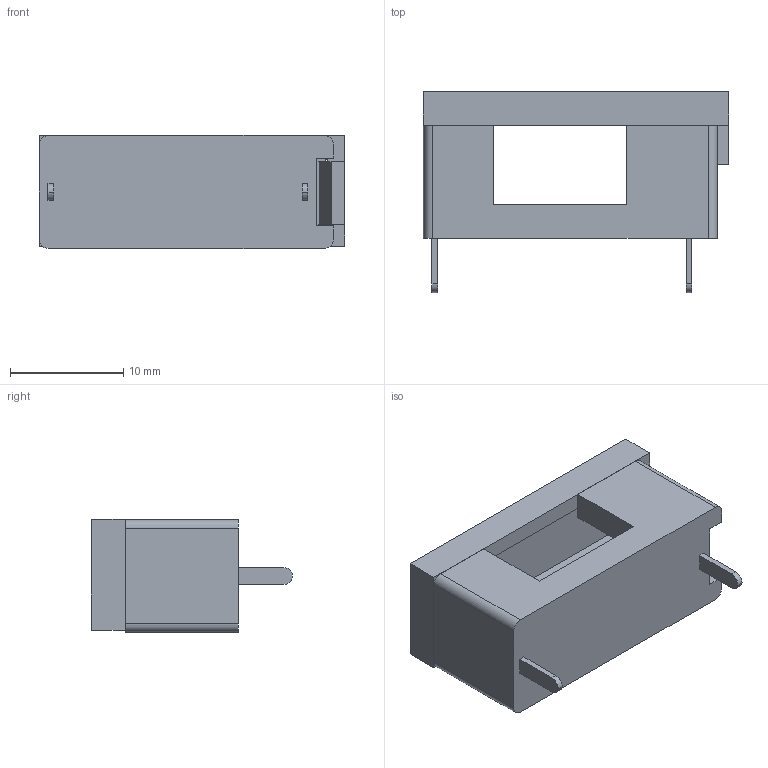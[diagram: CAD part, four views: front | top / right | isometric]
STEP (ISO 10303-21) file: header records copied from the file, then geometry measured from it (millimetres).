
FILE_DESCRIPTION(/* description */ (''),/* implementation_level */ '2;1');
FILE_NAME(/* name */ 'Fuse Holder-5x20 v1.step',/* time_stamp */ '2022-11-11T21:12:44+02:00',/* author */ (''),/* organization */ (''),/* preprocessor_version */ 'ST-DEVELOPER v19.2',/* originating_system */ 'Autodesk Translation Framework v11.17.0.187',/* authorisation */ '');
FILE_SCHEMA (('AUTOMOTIVE_DESIGN { 1 0 10303 214 3 1 1 }'));
Length unit declared in the file: millimetre
Products named in the file (1): Fuse Holder-5x20
Bounding box: 27 x 17.8 x 10 mm (x, y, z)
Volume: 1596.9 mm3; surface area: 2553 mm2
Topology: 2 solids, 2 shells, 86 faces, 238 edges, 158 vertices
Faces by surface type: plane 76, cylinder 10
Entity records: 2851 total; most frequent: CARTESIAN_POINT 483, ORIENTED_EDGE 476, DIRECTION 434, EDGE_CURVE 238, LINE 216, VECTOR 216, VERTEX_POINT 158, AXIS2_PLACEMENT_3D 109
